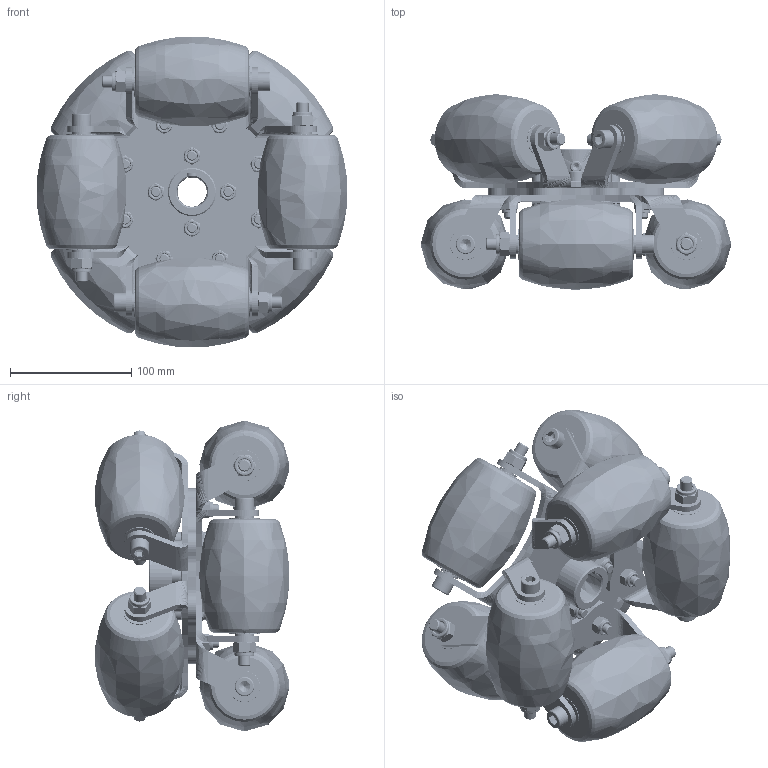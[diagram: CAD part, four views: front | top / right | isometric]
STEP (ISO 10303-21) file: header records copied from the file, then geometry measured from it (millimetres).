
FILE_DESCRIPTION(('FreeCAD Model'),'2;1');
FILE_NAME('Open CASCADE Shape Model','2025-04-26T22:27:43',('FreeCAD'),( 'FreeCAD'),'Open CASCADE STEP processor 7.6','FreeCAD','Unknown');
FILE_SCHEMA(('AUTOMOTIVE_DESIGN { 1 0 10303 214 1 1 1 1 }'));
Products named in the file (1): Open CASCADE STEP translator 7.6 1
Bounding box: 256.9 x 160.92 x 256.9 mm (x, y, z)
Volume: 3201603.8 mm3; surface area: 564840.2 mm2
Topology: 267 solids, 395 shells, 2453 faces, 5451 edges, 3524 vertices
Faces by surface type: bspline 2453
Entity records: 85751 total; most frequent: CARTESIAN_POINT 55696, ORIENTED_EDGE 9348, EDGE_CURVE 4674, VERTEX_POINT 3268, FACE_BOUND 3028, EDGE_LOOP 2772, B_SPLINE_CURVE_WITH_KNOTS 2495, ADVANCED_FACE 2453
